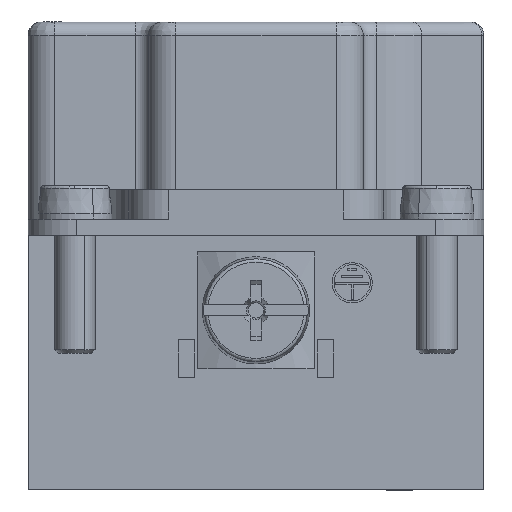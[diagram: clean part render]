
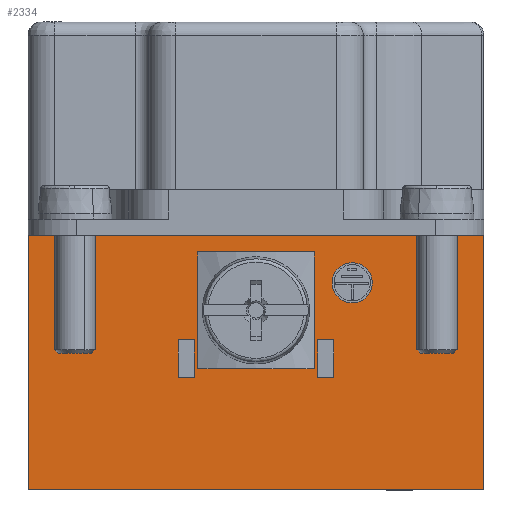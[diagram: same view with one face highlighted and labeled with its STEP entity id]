
A CAD part, front view. The second image highlights one B-rep face of the part: STEP entity #2334.
In plain terms, the highlighted planar face has unit normal (0, -1, 0).
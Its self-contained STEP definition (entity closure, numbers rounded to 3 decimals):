
#2334=ADVANCED_FACE('F1',(#4038,#4039,#4040,#4041,#4042),#3176,.F.);
#3176=PLANE('',#16229);
#3714=CIRCLE('',#16227,2.);
#3715=CIRCLE('',#16228,1.5);
#4038=FACE_BOUND('',#4207,.T.);
#4039=FACE_BOUND('',#4208,.T.);
#4040=FACE_BOUND('',#4209,.T.);
#4041=FACE_BOUND('',#4210,.T.);
#4042=FACE_BOUND('',#4211,.T.);
#4207=EDGE_LOOP('',(#5954,#5955,#5956,#5957));
#4208=EDGE_LOOP('',(#5958,#5959,#5960,#5961));
#4209=EDGE_LOOP('',(#5962,#5963,#5964,#5965));
#4210=EDGE_LOOP('',(#5966));
#4211=EDGE_LOOP('',(#5967));
#5954=ORIENTED_EDGE('',*,*,#11560,.T.);
#5955=ORIENTED_EDGE('',*,*,#11714,.T.);
#5956=ORIENTED_EDGE('',*,*,#11715,.F.);
#5957=ORIENTED_EDGE('',*,*,#11716,.F.);
#5958=ORIENTED_EDGE('',*,*,#11717,.T.);
#5959=ORIENTED_EDGE('',*,*,#11718,.T.);
#5960=ORIENTED_EDGE('',*,*,#11719,.T.);
#5961=ORIENTED_EDGE('',*,*,#11720,.T.);
#5962=ORIENTED_EDGE('',*,*,#11721,.T.);
#5963=ORIENTED_EDGE('',*,*,#11722,.T.);
#5964=ORIENTED_EDGE('',*,*,#11723,.T.);
#5965=ORIENTED_EDGE('',*,*,#11724,.T.);
#5966=ORIENTED_EDGE('',*,*,#11725,.T.);
#5967=ORIENTED_EDGE('',*,*,#11726,.F.);
#10131=VERTEX_POINT('',#20964);
#10132=VERTEX_POINT('',#20966);
#10284=VERTEX_POINT('',#21633);
#10285=VERTEX_POINT('',#21635);
#10286=VERTEX_POINT('',#21638);
#10287=VERTEX_POINT('',#21639);
#10288=VERTEX_POINT('',#21641);
#10289=VERTEX_POINT('',#21643);
#10290=VERTEX_POINT('',#21646);
#10291=VERTEX_POINT('',#21647);
#10292=VERTEX_POINT('',#21649);
#10293=VERTEX_POINT('',#21651);
#10294=VERTEX_POINT('',#21654);
#10295=VERTEX_POINT('',#21656);
#11560=EDGE_CURVE('',#10132,#10131,#13708,.T.);
#11714=EDGE_CURVE('',#10131,#10284,#13826,.T.);
#11715=EDGE_CURVE('',#10285,#10284,#13827,.T.);
#11716=EDGE_CURVE('',#10132,#10285,#13828,.T.);
#11717=EDGE_CURVE('',#10286,#10287,#13829,.T.);
#11718=EDGE_CURVE('',#10287,#10288,#13830,.T.);
#11719=EDGE_CURVE('',#10288,#10289,#13831,.T.);
#11720=EDGE_CURVE('',#10289,#10286,#13832,.T.);
#11721=EDGE_CURVE('',#10290,#10291,#13833,.T.);
#11722=EDGE_CURVE('',#10291,#10292,#13834,.T.);
#11723=EDGE_CURVE('',#10292,#10293,#13835,.T.);
#11724=EDGE_CURVE('',#10293,#10290,#13836,.T.);
#11725=EDGE_CURVE('',#10294,#10294,#3714,.T.);
#11726=EDGE_CURVE('',#10295,#10295,#3715,.T.);
#13708=LINE('',#20965,#14925);
#13826=LINE('',#21632,#15043);
#13827=LINE('',#21634,#15044);
#13828=LINE('',#21636,#15045);
#13829=LINE('',#21637,#15046);
#13830=LINE('',#21640,#15047);
#13831=LINE('',#21642,#15048);
#13832=LINE('',#21644,#15049);
#13833=LINE('',#21645,#15050);
#13834=LINE('',#21648,#15051);
#13835=LINE('',#21650,#15052);
#13836=LINE('',#21652,#15053);
#14925=VECTOR('',#17299,1.);
#15043=VECTOR('',#17443,1.);
#15044=VECTOR('',#17444,1.);
#15045=VECTOR('',#17445,1.);
#15046=VECTOR('',#17446,1.);
#15047=VECTOR('',#17447,1.);
#15048=VECTOR('',#17448,1.);
#15049=VECTOR('',#17449,1.);
#15050=VECTOR('',#17450,1.);
#15051=VECTOR('',#17451,1.);
#15052=VECTOR('',#17452,1.);
#15053=VECTOR('',#17453,1.);
#16227=AXIS2_PLACEMENT_3D('',#21653,#17454,#17455);
#16228=AXIS2_PLACEMENT_3D('',#21655,#17456,#17457);
#16229=AXIS2_PLACEMENT_3D('',#21657,#17458,#17459);
#17299=DIRECTION('',(0.,0.,1.));
#17443=DIRECTION('',(-1.,0.,0.));
#17444=DIRECTION('',(0.,0.,1.));
#17445=DIRECTION('',(-1.,0.,0.));
#17446=DIRECTION('',(0.,0.,1.));
#17447=DIRECTION('',(1.,0.,0.));
#17448=DIRECTION('',(0.,0.,-1.));
#17449=DIRECTION('',(-1.,0.,0.));
#17450=DIRECTION('',(0.,0.,-1.));
#17451=DIRECTION('',(-1.,0.,0.));
#17452=DIRECTION('',(0.,0.,1.));
#17453=DIRECTION('',(1.,0.,0.));
#17454=DIRECTION('',(0.,1.,0.));
#17455=DIRECTION('',(-1.,0.,0.));
#17456=DIRECTION('',(0.,-1.,0.));
#17457=DIRECTION('',(-1.,0.,0.));
#17458=DIRECTION('',(0.,1.,0.));
#17459=DIRECTION('',(-1.,0.,0.));
#20964=CARTESIAN_POINT('',(17.,-16.5,19.));
#20965=CARTESIAN_POINT('',(17.,-16.5,0.));
#20966=CARTESIAN_POINT('',(17.,-16.5,0.));
#21632=CARTESIAN_POINT('',(17.,-16.5,19.));
#21633=CARTESIAN_POINT('',(-17.,-16.5,19.));
#21634=CARTESIAN_POINT('',(-17.,-16.5,0.));
#21635=CARTESIAN_POINT('',(-17.,-16.5,0.));
#21636=CARTESIAN_POINT('',(17.,-16.5,0.));
#21637=CARTESIAN_POINT('',(4.6,-16.5,8.4));
#21638=CARTESIAN_POINT('',(4.6,-16.5,8.4));
#21639=CARTESIAN_POINT('',(4.6,-16.5,11.2));
#21640=CARTESIAN_POINT('',(17.,-16.5,11.2));
#21641=CARTESIAN_POINT('',(5.8,-16.5,11.2));
#21642=CARTESIAN_POINT('',(5.8,-16.5,11.2));
#21643=CARTESIAN_POINT('',(5.8,-16.5,8.4));
#21644=CARTESIAN_POINT('',(17.,-16.5,8.4));
#21645=CARTESIAN_POINT('',(-4.6,-16.5,8.4));
#21646=CARTESIAN_POINT('',(-4.6,-16.5,11.2));
#21647=CARTESIAN_POINT('',(-4.6,-16.5,8.4));
#21648=CARTESIAN_POINT('',(17.,-16.5,8.4));
#21649=CARTESIAN_POINT('',(-5.8,-16.5,8.4));
#21650=CARTESIAN_POINT('',(-5.8,-16.5,11.2));
#21651=CARTESIAN_POINT('',(-5.8,-16.5,11.2));
#21652=CARTESIAN_POINT('',(17.,-16.5,11.2));
#21653=CARTESIAN_POINT('',(0.,-16.5,13.4));
#21654=CARTESIAN_POINT('',(-2.,-16.5,13.4));
#21655=CARTESIAN_POINT('',(7.175,-16.5,15.45));
#21656=CARTESIAN_POINT('',(5.675,-16.5,15.45));
#21657=CARTESIAN_POINT('',(17.,-16.5,0.));
